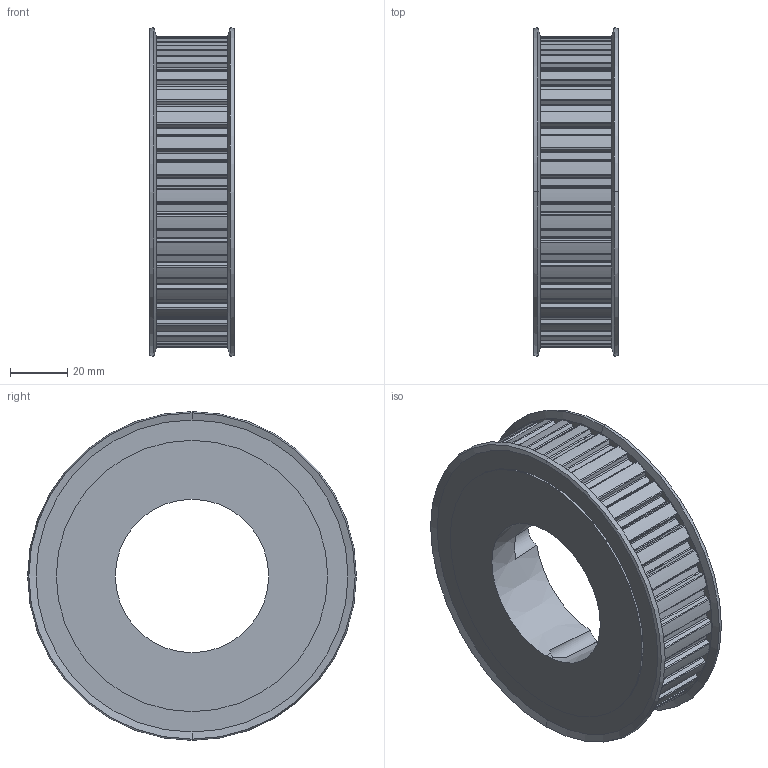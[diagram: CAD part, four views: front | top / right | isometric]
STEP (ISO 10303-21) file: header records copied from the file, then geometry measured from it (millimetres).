
FILE_DESCRIPTION (( 'STEP AP214' ), '1' );
FILE_NAME ('STL36L100AF-1610.step', '2019-07-31T14:36:53', ( '' ), ( '' ), 'SwSTEP 2.0', 'SolidWorks 2018', '' );
FILE_SCHEMA (( 'AUTOMOTIVE_DESIGN' ));
Length unit declared in the file: millimetre
Products named in the file (1): STL36L100AF-1610
Bounding box: 29.66 x 114.77 x 114.77 mm (x, y, z)
Volume: 175661.9 mm3; surface area: 36740.3 mm2
Topology: 1 solids, 1 shells, 355 faces, 1041 edges, 689 vertices
Faces by surface type: cylinder 221, plane 116, cone 18
Entity records: 12288 total; most frequent: DIRECTION 2198, CARTESIAN_POINT 2160, ORIENTED_EDGE 2074, EDGE_CURVE 1037, AXIS2_PLACEMENT_3D 819, VERTEX_POINT 689, VECTOR 560, LINE 560
